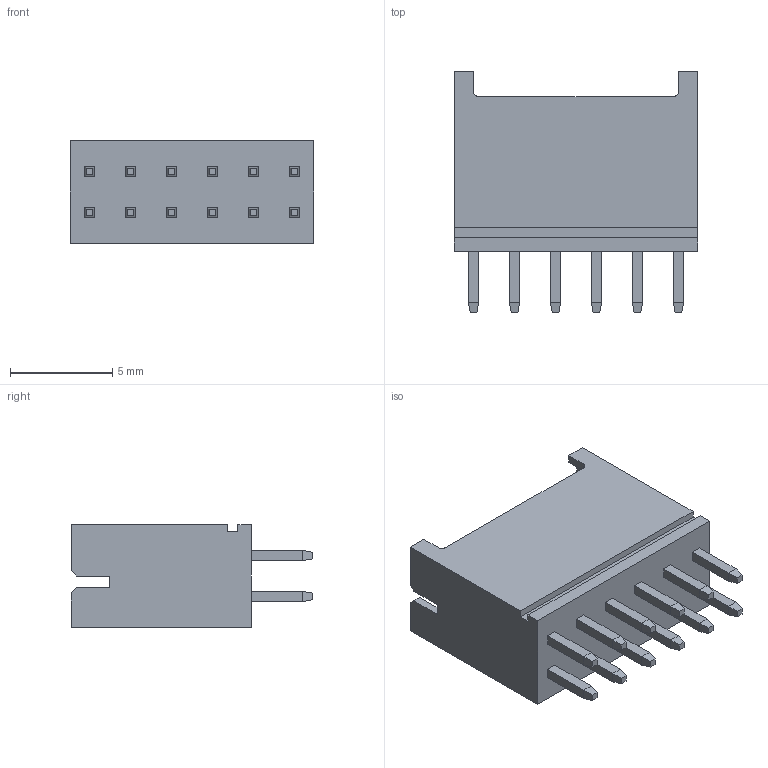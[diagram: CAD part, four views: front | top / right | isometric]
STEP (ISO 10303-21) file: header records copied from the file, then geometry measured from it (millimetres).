
FILE_DESCRIPTION (( 'STEP AP214' ), '1' );
FILE_NAME ('User Library-b10b-phdss.STEP', '2019-03-22T13:57:50', ( '' ), ( '' ), 'SwSTEP 2.0', 'SolidWorks 2019', '' );
FILE_SCHEMA (( 'AUTOMOTIVE_DESIGN' ));
Length unit declared in the file: millimetre
Products named in the file (1): User Library-b10b-phdss
Bounding box: 11.9 x 11.8 x 5 mm (x, y, z)
Volume: 148.5 mm3; surface area: 867.6 mm2
Topology: 1 solids, 1 shells, 254 faces, 588 edges, 360 vertices
Faces by surface type: plane 250, cylinder 4
Entity records: 8264 total; most frequent: CARTESIAN_POINT 1203, ORIENTED_EDGE 1176, DIRECTION 1106, EDGE_CURVE 588, LINE 580, VECTOR 580, VERTEX_POINT 360, EDGE_LOOP 278
